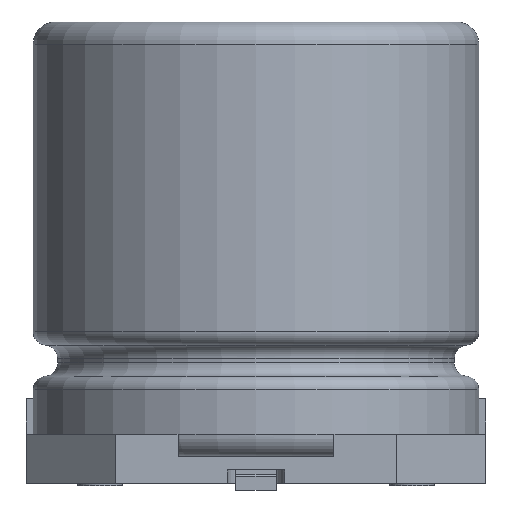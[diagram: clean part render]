
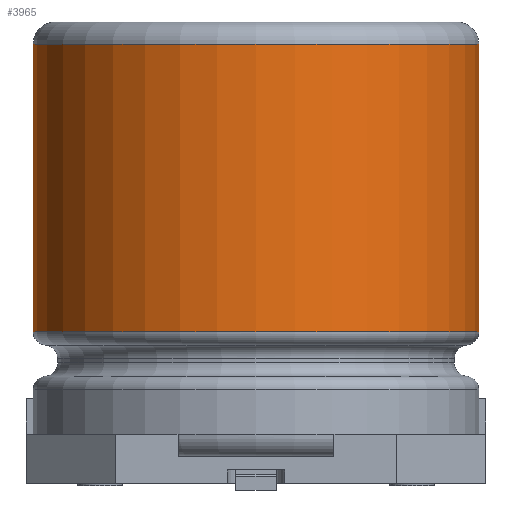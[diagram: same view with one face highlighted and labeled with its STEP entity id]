
A CAD part, left-side view. The second image highlights one B-rep face of the part: STEP entity #3965.
In plain terms, the highlighted cylindrical face has radius 5 mm (diameter 10 mm), a full revolution.
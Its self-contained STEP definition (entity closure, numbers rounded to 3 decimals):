
#136=CIRCLE('',#5552,5.);
#139=CIRCLE('',#5557,5.);
#186=CYLINDRICAL_SURFACE('',#5563,5.);
#785=ORIENTED_EDGE('',*,*,#1690,.T.);
#786=ORIENTED_EDGE('',*,*,#1687,.T.);
#1687=EDGE_CURVE('',#2164,#2164,#136,.T.);
#1690=EDGE_CURVE('',#2167,#2167,#139,.T.);
#2164=VERTEX_POINT('',#8096);
#2167=VERTEX_POINT('',#8104);
#3268=EDGE_LOOP('',(#785));
#3269=EDGE_LOOP('',(#786));
#3551=FACE_BOUND('',#3268,.T.);
#3552=FACE_BOUND('',#3269,.T.);
#3965=ADVANCED_FACE('',(#3551,#3552),#186,.T.);
#5552=AXIS2_PLACEMENT_3D('',#8095,#6296,#6297);
#5557=AXIS2_PLACEMENT_3D('',#8103,#6306,#6307);
#5563=AXIS2_PLACEMENT_3D('',#8127,#6318,#6319);
#6296=DIRECTION('',(0.,0.,-1.));
#6297=DIRECTION('',(0.,1.,0.));
#6306=DIRECTION('',(0.,0.,1.));
#6307=DIRECTION('',(0.,-1.,0.));
#6318=DIRECTION('',(0.,0.,-1.));
#6319=DIRECTION('',(0.,-1.,0.));
#8095=CARTESIAN_POINT('',(0.,0.,9.85));
#8096=CARTESIAN_POINT('',(0.,5.,9.85));
#8103=CARTESIAN_POINT('',(0.,0.,3.4));
#8104=CARTESIAN_POINT('',(0.,-5.,3.4));
#8127=CARTESIAN_POINT('',(0.,0.,10.5));
